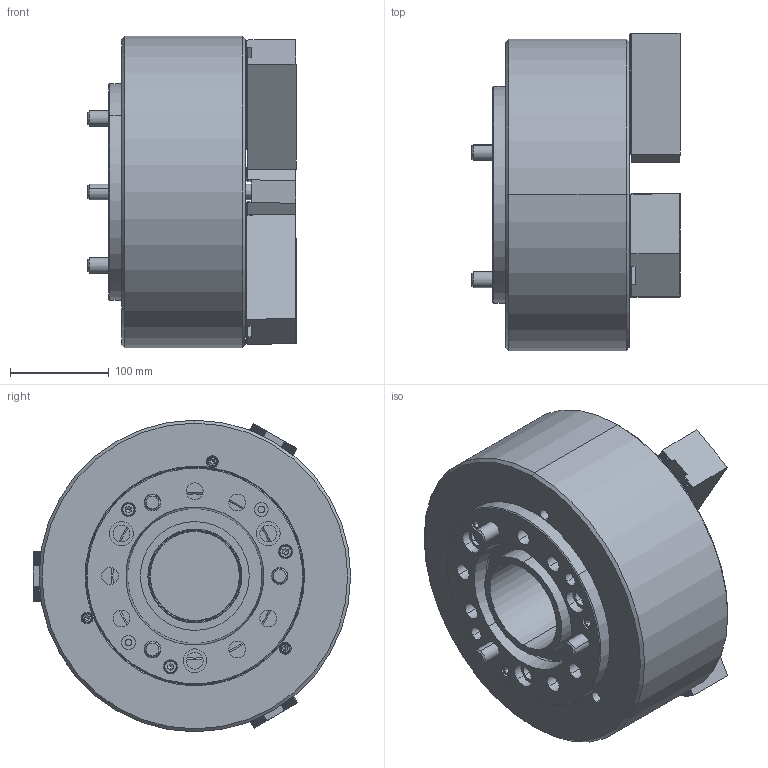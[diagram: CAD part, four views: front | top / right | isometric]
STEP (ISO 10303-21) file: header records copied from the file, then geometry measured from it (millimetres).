
FILE_DESCRIPTION (( 'STEP AP203' ), '1' );
FILE_NAME ('CF-3L-212A8.STEP', '2019-12-19T08:11:52', ( 'temp' ), ( '' ), 'SwSTEP 2.0', 'SolidWorks 2016', '' );
FILE_SCHEMA (( 'CONFIG_CONTROL_DESIGN' ));
Length unit declared in the file: millimetre
Products named in the file (12): 圓頭內六角螺栓_M8x25; 圓頭內六角螺栓_M16x40; CF-3L-212-01000; 3H-10-11000-A8法蘭; CF-3L-212-02000; CF-3L-212A8; CF-3L-212-07000; CF-3L-212-08000; SJ-12H; 圓頭內六角螺栓_M16x140; 半圓頭六角孔螺栓_M5x10; 無頭六角孔螺絲_M10x20
Assembly tree (26 placements, depth 2):
  CF-3L-212A8
    CF-3L-212-01000
    CF-3L-212-02000
    CF-3L-212-07000
    CF-3L-212-08000
    SJ-12H  x3
    圓頭內六角螺栓_M16x140  x3
    半圓頭六角孔螺栓_M5x10  x3
    圓頭內六角螺栓_M8x25  x3
    無頭六角孔螺絲_M10x20  x3
    圓頭內六角螺栓_M16x40  x6
    3H-10-11000-A8法蘭
Bounding box: 210.31 x 320.76 x 315 mm (x, y, z)
Volume: 9395583.8 mm3; surface area: 745302.8 mm2
Topology: 26 solids, 26 shells, 2431 faces, 6751 edges, 4394 vertices
Faces by surface type: plane 1575, cylinder 654, cone 182, torus 20
Entity records: 32571 total; most frequent: CARTESIAN_POINT 6410, ORIENTED_EDGE 5310, DIRECTION 4909, EDGE_CURVE 2655, VECTOR 1795, LINE 1795, VERTEX_POINT 1734, AXIS2_PLACEMENT_3D 1557
